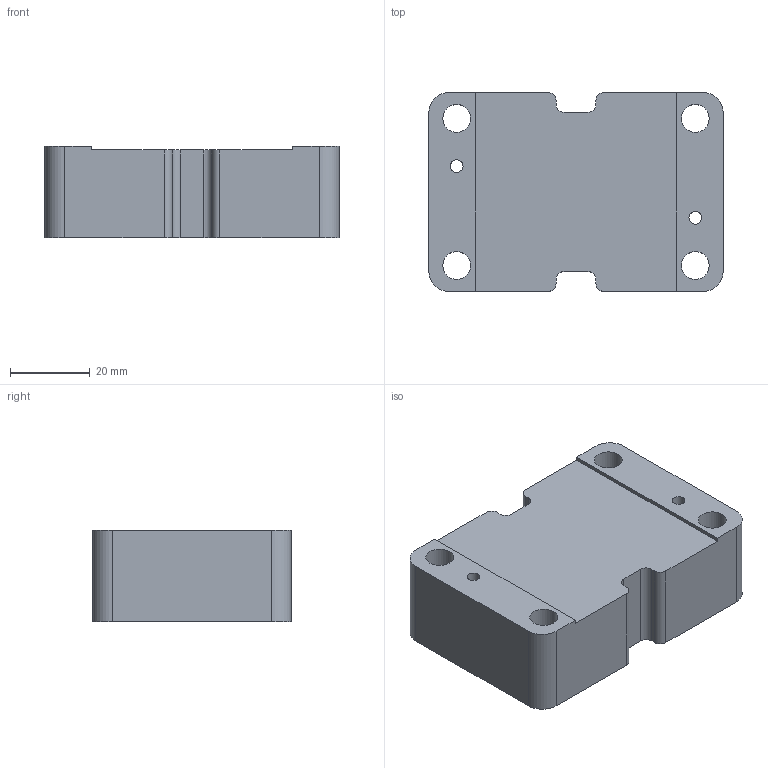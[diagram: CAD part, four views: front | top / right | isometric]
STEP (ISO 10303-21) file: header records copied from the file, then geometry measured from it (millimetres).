
FILE_DESCRIPTION(('FreeCAD Model'),'2;1');
FILE_NAME('Open CASCADE Shape Model','2024-03-03T18:58:13',(''),(''), 'Open CASCADE STEP processor 7.6','FreeCAD','Unknown');
FILE_SCHEMA(('AUTOMOTIVE_DESIGN { 1 0 10303 214 1 1 1 1 }'));
Length unit declared in the file: millimetre
Products named in the file (1): Hole
Bounding box: 74 x 50 x 23 mm (x, y, z)
Volume: 75990.1 mm3; surface area: 15253.9 mm2
Topology: 1 solids, 1 shells, 88 faces, 212 edges, 128 vertices
Faces by surface type: bspline 36, cylinder 30, plane 22
Full cylindrical faces by diameter (mm): 3.2 x2, 5.026 x10, 7 x4
Entity records: 12372 total; most frequent: CARTESIAN_POINT 8563, DIRECTION 532, ORIENTED_EDGE 424, PCURVE 424, DEFINITIONAL_REPRESENTATION 424, LINE 326, VECTOR 326, B_SPLINE_CURVE_WITH_KNOTS 226
